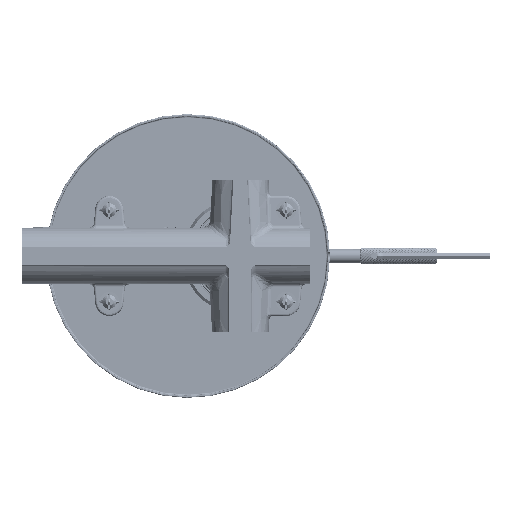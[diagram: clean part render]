
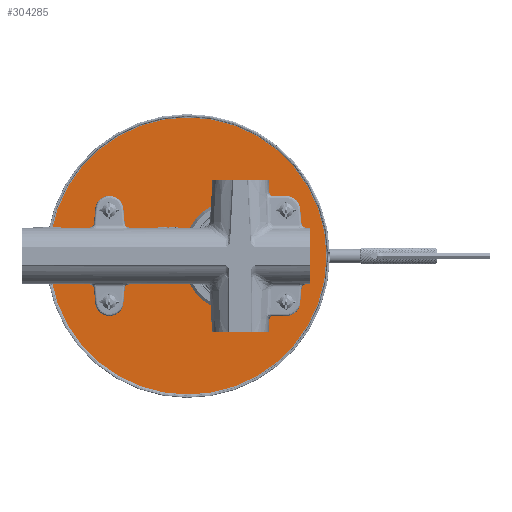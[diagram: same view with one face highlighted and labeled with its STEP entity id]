
A CAD part, front view. The second image highlights one B-rep face of the part: STEP entity #304285.
In plain terms, the highlighted planar face has unit normal (0, -1, 0).
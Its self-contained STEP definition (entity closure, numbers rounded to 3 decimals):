
#303781=CARTESIAN_POINT('',(0.,5.,0.));
#303782=DIRECTION('',(0.,1.,0.));
#303783=DIRECTION('',(1.,0.,0.));
#303784=AXIS2_PLACEMENT_3D('',#303781,#303782,#303783);
#303786=CARTESIAN_POINT('',(0.,5.,0.));
#303787=DIRECTION('',(0.,1.,0.));
#303788=DIRECTION('',(-1.,0.,0.));
#303789=AXIS2_PLACEMENT_3D('',#303786,#303787,#303788);
#303796=CARTESIAN_POINT('',(-36.,5.,0.));
#303797=DIRECTION('',(0.,1.,0.));
#303798=DIRECTION('',(-1.,0.,0.));
#303799=AXIS2_PLACEMENT_3D('',#303796,#303797,#303798);
#303806=CARTESIAN_POINT('',(-36.,5.,0.));
#303807=DIRECTION('',(0.,-1.,0.));
#303808=DIRECTION('',(-1.,0.,0.));
#303809=AXIS2_PLACEMENT_3D('',#303806,#303807,#303808);
#303989=CARTESIAN_POINT('',(24.,5.,0.));
#303990=DIRECTION('',(0.,-1.,0.));
#303991=DIRECTION('',(-1.,0.,0.));
#303992=AXIS2_PLACEMENT_3D('',#303989,#303990,#303991);
#303999=CARTESIAN_POINT('',(24.,5.,0.));
#304000=DIRECTION('',(0.,1.,0.));
#304001=DIRECTION('',(-1.,0.,0.));
#304002=AXIS2_PLACEMENT_3D('',#303999,#304000,#304001);
#304058=CARTESIAN_POINT('',(63.461,5.,0.));
#304059=CARTESIAN_POINT('',(-63.461,5.,0.));
#304060=VERTEX_POINT('',#304058);
#304061=VERTEX_POINT('',#304059);
#304082=CARTESIAN_POINT('',(0.25,5.,0.));
#304084=VERTEX_POINT('',#304082);
#304094=CARTESIAN_POINT('',(47.75,5.,0.));
#304096=VERTEX_POINT('',#304094);
#304106=CARTESIAN_POINT('',(-48.25,5.,0.));
#304108=VERTEX_POINT('',#304106);
#304118=CARTESIAN_POINT('',(-23.75,5.,0.));
#304120=VERTEX_POINT('',#304118);
#304263=CARTESIAN_POINT('',(0.,5.,0.));
#304264=DIRECTION('',(0.,1.,0.));
#304265=DIRECTION('',(1.,0.,0.));
#304266=AXIS2_PLACEMENT_3D('',#304263,#304264,#304265);
#304267=PLANE('',#304266);
#304268=ORIENTED_EDGE('',*,*,#304253,.T.);
#304270=ORIENTED_EDGE('',*,*,#304269,.T.);
#304271=EDGE_LOOP('',(#304268,#304270));
#304272=FACE_OUTER_BOUND('',#304271,.F.);
#304274=ORIENTED_EDGE('',*,*,#304273,.F.);
#304276=ORIENTED_EDGE('',*,*,#304275,.T.);
#304277=EDGE_LOOP('',(#304274,#304276));
#304278=FACE_BOUND('',#304277,.F.);
#304280=ORIENTED_EDGE('',*,*,#304279,.F.);
#304282=ORIENTED_EDGE('',*,*,#304281,.T.);
#304283=EDGE_LOOP('',(#304280,#304282));
#304284=FACE_BOUND('',#304283,.F.);
#304285=ADVANCED_FACE('',(#304272,#304278,#304284),#304267,.F.);
#303785=CIRCLE('',#303784,63.461);
#303790=CIRCLE('',#303789,63.461);
#303800=CIRCLE('',#303799,12.25);
#303810=CIRCLE('',#303809,12.25);
#303993=CIRCLE('',#303992,23.75);
#304003=CIRCLE('',#304002,23.75);
#304253=EDGE_CURVE('',#304060,#304061,#303785,.T.);
#304269=EDGE_CURVE('',#304061,#304060,#303790,.T.);
#304273=EDGE_CURVE('',#304084,#304096,#304003,.T.);
#304275=EDGE_CURVE('',#304084,#304096,#303993,.T.);
#304279=EDGE_CURVE('',#304108,#304120,#303800,.T.);
#304281=EDGE_CURVE('',#304108,#304120,#303810,.T.);
